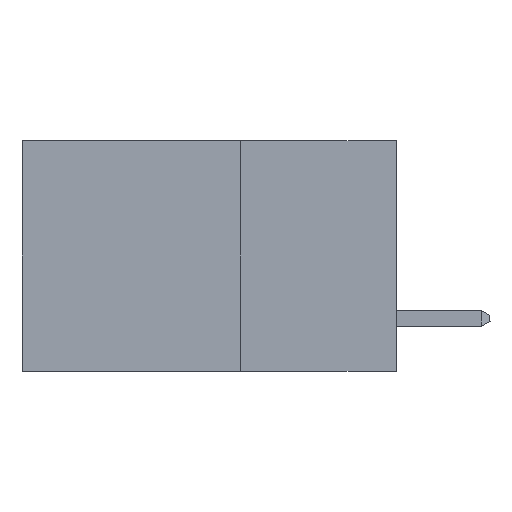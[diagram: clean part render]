
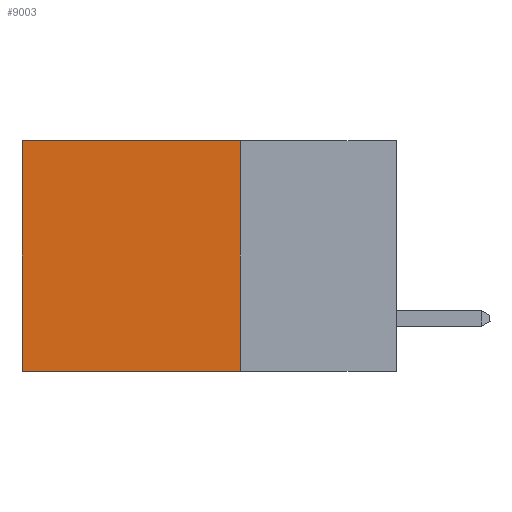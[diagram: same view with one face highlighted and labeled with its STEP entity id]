
A CAD part, left-side view. The second image highlights one B-rep face of the part: STEP entity #9003.
In plain terms, the highlighted planar face has unit normal (-1, 0, 0).
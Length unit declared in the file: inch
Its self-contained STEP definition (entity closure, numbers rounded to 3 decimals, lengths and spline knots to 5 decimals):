
#326 = EDGE_CURVE ( 'NONE', #12000, #934, #8745, .T. ) ;
#934 = VERTEX_POINT ( 'NONE', #9489 ) ;
#980 = CARTESIAN_POINT ( 'NONE',  ( 0.298, 0.6, 0. ) ) ;
#1582 = VECTOR ( 'NONE', #7761, 39.37008 ) ;
#2444 = ORIENTED_EDGE ( 'NONE', *, *, #7975, .T. ) ;
#4354 = CARTESIAN_POINT ( 'NONE',  ( 0.298, 0.25, -0.37 ) ) ;
#4446 = CARTESIAN_POINT ( 'NONE',  ( 0.298, 0.6, 0. ) ) ;
#4494 = DIRECTION ( 'NONE',  ( 1., 0., 0. ) ) ;
#4533 = ORIENTED_EDGE ( 'NONE', *, *, #11883, .T. ) ;
#4568 = DIRECTION ( 'NONE',  ( 0., 0., -1. ) ) ;
#4881 = ORIENTED_EDGE ( 'NONE', *, *, #10646, .F. ) ;
#5191 = VECTOR ( 'NONE', #5246, 39.37008 ) ;
#5246 = DIRECTION ( 'NONE',  ( 0., 1., 0. ) ) ;
#5765 = VECTOR ( 'NONE', #10372, 39.37008 ) ;
#5793 = VECTOR ( 'NONE', #11548, 39.37008 ) ;
#6012 = CARTESIAN_POINT ( 'NONE',  ( 0.298, 0.25, 0. ) ) ;
#6123 = VERTEX_POINT ( 'NONE', #980 ) ;
#6400 = PLANE ( 'NONE',  #10726 ) ;
#7456 = CARTESIAN_POINT ( 'NONE',  ( 0.298, 0.25, 0. ) ) ;
#7479 = CARTESIAN_POINT ( 'NONE',  ( 0.298, 0.25, 0. ) ) ;
#7615 = FACE_OUTER_BOUND ( 'NONE', #9533, .T. ) ;
#7761 = DIRECTION ( 'NONE',  ( 0., 1., 0. ) ) ;
#7937 = LINE ( 'NONE', #9685, #1582 ) ;
#7975 = EDGE_CURVE ( 'NONE', #10983, #6123, #7937, .T. ) ;
#8745 = LINE ( 'NONE', #11732, #5191 ) ;
#9003 = ADVANCED_FACE ( 'NONE', ( #7615 ), #6400, .F. ) ;
#9082 = ORIENTED_EDGE ( 'NONE', *, *, #326, .F. ) ;
#9296 = LINE ( 'NONE', #4446, #5765 ) ;
#9489 = CARTESIAN_POINT ( 'NONE',  ( 0.298, 0.6, -0.37 ) ) ;
#9533 = EDGE_LOOP ( 'NONE', ( #4533, #9082, #4881, #2444 ) ) ;
#9614 = LINE ( 'NONE', #6012, #5793 ) ;
#9685 = CARTESIAN_POINT ( 'NONE',  ( 0.298, 0.25, 0. ) ) ;
#10372 = DIRECTION ( 'NONE',  ( 0., 0., -1. ) ) ;
#10646 = EDGE_CURVE ( 'NONE', #10983, #12000, #9614, .T. ) ;
#10726 = AXIS2_PLACEMENT_3D ( 'NONE', #7456, #4494, #4568 ) ;
#10983 = VERTEX_POINT ( 'NONE', #7479 ) ;
#11548 = DIRECTION ( 'NONE',  ( 0., 0., -1. ) ) ;
#11732 = CARTESIAN_POINT ( 'NONE',  ( 0.298, 0.25, -0.37 ) ) ;
#11883 = EDGE_CURVE ( 'NONE', #6123, #934, #9296, .T. ) ;
#12000 = VERTEX_POINT ( 'NONE', #4354 ) ;
